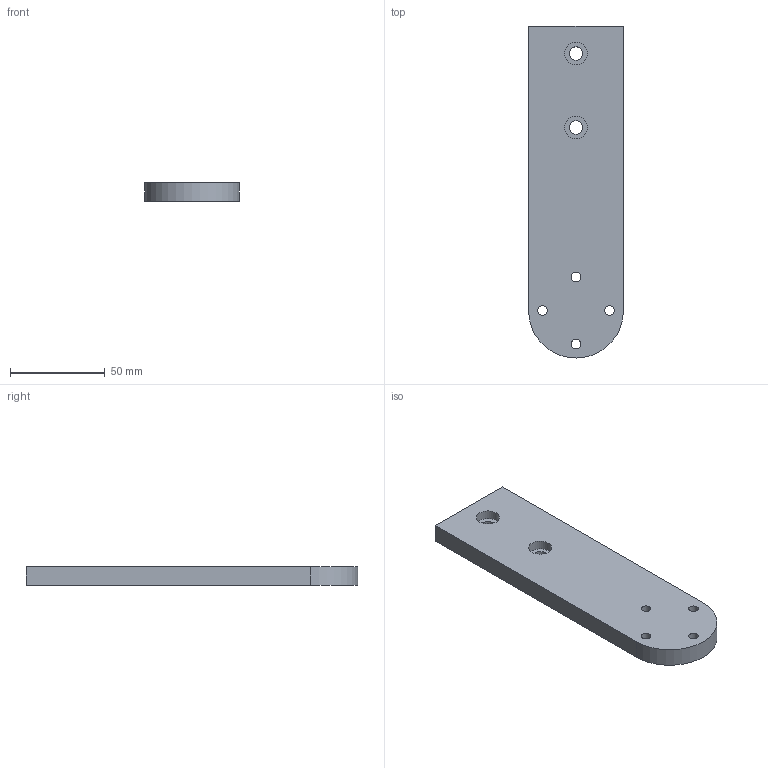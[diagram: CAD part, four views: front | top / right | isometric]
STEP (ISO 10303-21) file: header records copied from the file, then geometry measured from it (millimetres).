
FILE_DESCRIPTION(('STEP AP203'),'1');
FILE_NAME('20180607 Plaque_adaptatrice_platine_rotation.1.stp','2018-06-07T16:01:12',(' '),(' '),'Spatial InterOp 3D',' ',' ');
FILE_SCHEMA(('CONFIG_CONTROL_DESIGN'));
Length unit declared in the file: millimetre
Products named in the file (1): 1
Bounding box: 50 x 175 x 10 mm (x, y, z)
Volume: 81903.6 mm3; surface area: 22351.6 mm2
Topology: 1 solids, 1 shells, 24 faces, 48 edges, 32 vertices
Faces by surface type: cylinder 13, plane 11
Full cylindrical faces by diameter (mm): 5 x4, 7 x2, 8 x4, 12 x2
Entity records: 646 total; most frequent: DIRECTION 112, CARTESIAN_POINT 93, ORIENTED_EDGE 72, EDGE_LOOP 54, AXIS2_PLACEMENT_3D 51, FACE_BOUND 42, EDGE_CURVE 36, VERTEX_POINT 32
